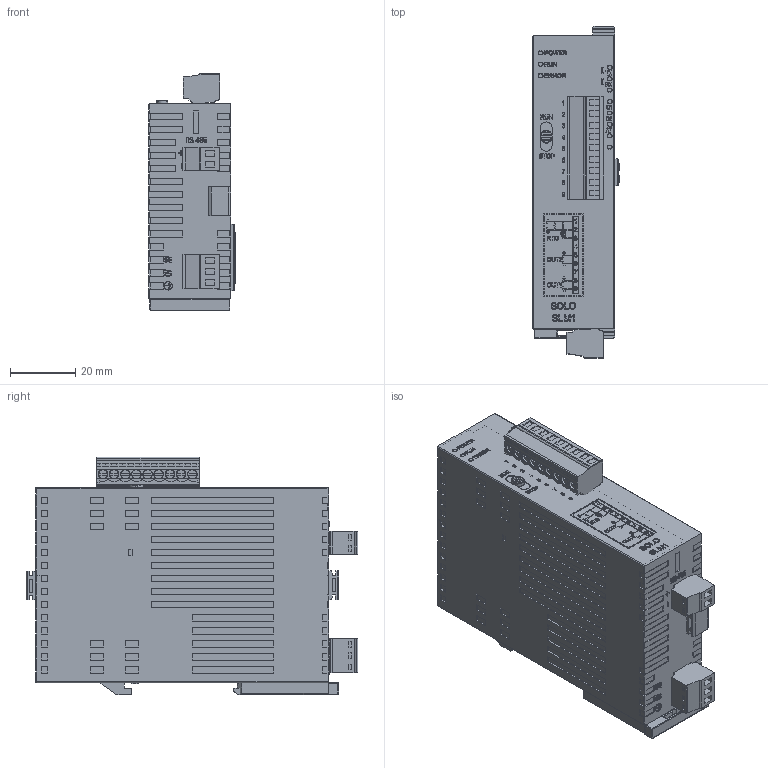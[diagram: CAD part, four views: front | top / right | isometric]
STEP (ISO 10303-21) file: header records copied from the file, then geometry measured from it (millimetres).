
FILE_DESCRIPTION (( 'STEP AP214' ), '1' );
FILE_NAME ('SLM1-C sr1 fxt sra coord.STEP', '2023-04-17T22:33:32', ( '' ), ( '' ), 'SwSTEP 2.0', 'SolidWorks 2021', '' );
FILE_SCHEMA (( 'AUTOMOTIVE_DESIGN' ));
Length unit declared in the file: inch
Products named in the file (1): SLM1-C sr1 fxt sra coord
Bounding box: 26.47 x 101.9 x 73.05 mm (x, y, z)
Volume: 142276 mm3; surface area: 28671.9 mm2
Topology: 6 solids, 8 shells, 4233 faces, 11397 edges, 7521 vertices
Faces by surface type: plane 2943, bspline 902, cylinder 360, torus 28
Entity records: 138121 total; most frequent: CARTESIAN_POINT 37821, ORIENTED_EDGE 22782, DIRECTION 16785, EDGE_CURVE 11391, LINE 8675, VECTOR 8675, VERTEX_POINT 7521, EDGE_LOOP 4596
